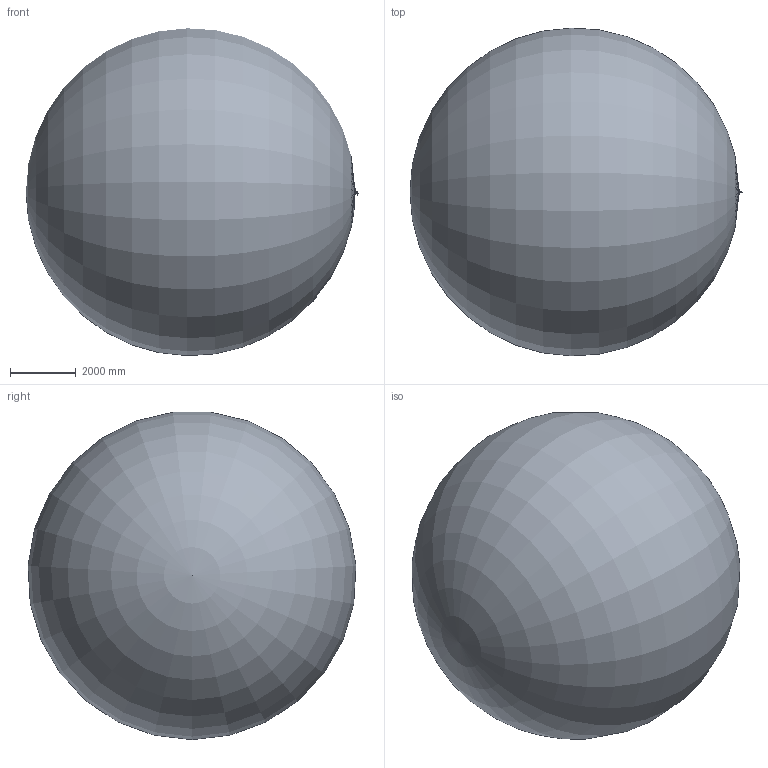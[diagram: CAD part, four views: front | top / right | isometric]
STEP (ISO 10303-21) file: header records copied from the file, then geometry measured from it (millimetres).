
FILE_DESCRIPTION(/* description */ ('Unknown'),/* implementation_level */ '2;1');
FILE_NAME(/* name */ '24095001',/* time_stamp */ '2022-09-09T14:01:07+02:00',/* author */ ('Unknown'),/* organization */ ('GROHE AG'),/* preprocessor_version */ 'ST-DEVELOPER v16.7',/* originating_system */ 'DEX',/* authorisation */ $);
FILE_SCHEMA (('AUTOMOTIVE_DESIGN {1 0 10303 214 3 1 1}'));
Length unit declared in the file: millimetre
Products named in the file (2): 24095001; id11
Assembly tree (1 placements, depth 2):
  24095001
    id11
Bounding box: 10085.62 x 9960.98 x 9944.12 mm (x, y, z)
Volume: 521146910696.8 mm3; surface area: 626176814.1 mm2
Topology: 1 solids, 9 shells, 88 faces, 255 edges, 169 vertices
Faces by surface type: bspline 34, cylinder 25, plane 13, torus 10, sphere 4, cone 2
Full cylindrical faces by diameter (mm): 6.9 x1, 30 x1, 154.1 x1
Entity records: 7714 total; most frequent: CARTESIAN_POINT 5487, ORIENTED_EDGE 386, DIRECTION 326, EDGE_CURVE 230, VERTEX_POINT 161, AXIS2_PLACEMENT_3D 146, B_SPLINE_CURVE_WITH_KNOTS 106, FACE_BOUND 104
